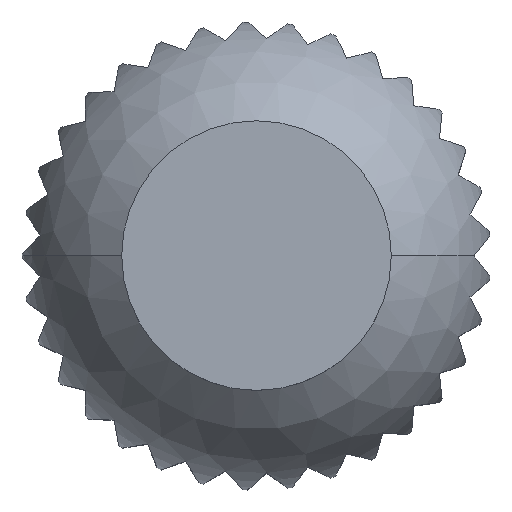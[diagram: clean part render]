
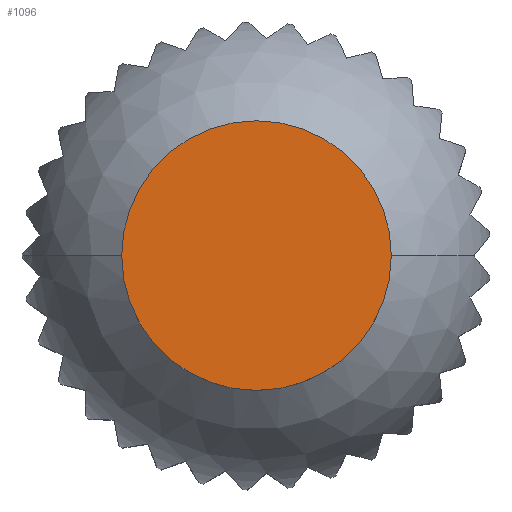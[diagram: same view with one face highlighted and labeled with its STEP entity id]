
A CAD part, top view. The second image highlights one B-rep face of the part: STEP entity #1096.
In plain terms, the highlighted planar face has unit normal (0, 0, 1).
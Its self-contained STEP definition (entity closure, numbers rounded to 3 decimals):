
#450=EDGE_CURVE('',#534,#634,#1232,.T.);
#534=VERTEX_POINT('',#1333);
#634=VERTEX_POINT('',#1450);
#656=EDGE_CURVE('',#634,#534,#1473,.T.);
#1096=ADVANCED_FACE('',(#2004),#2005,.T.);
#1232=CIRCLE('',#2146,11.5);
#1333=CARTESIAN_POINT('',(11.5,0.,93.5));
#1450=CARTESIAN_POINT('',(-11.5,0.,93.5));
#1473=CIRCLE('',#2443,11.5);
#2004=FACE_OUTER_BOUND('',#3104,.T.);
#2005=PLANE('',#3105);
#2146=AXIS2_PLACEMENT_3D('',#3273,#3274,#3275);
#2443=AXIS2_PLACEMENT_3D('',#3604,#3605,#3606);
#3104=EDGE_LOOP('',(#4285,#4286));
#3105=AXIS2_PLACEMENT_3D('',#4287,#4288,#4289);
#3273=CARTESIAN_POINT('',(0.,0.,93.5));
#3274=DIRECTION('',(0.0,0.0,1.0));
#3275=DIRECTION('',(1.0,0.,0.0));
#3604=CARTESIAN_POINT('',(0.,0.,93.5));
#3605=DIRECTION('',(0.0,0.0,1.0));
#3606=DIRECTION('',(1.0,0.,0.0));
#4285=ORIENTED_EDGE('',*,*,#450,.T.);
#4286=ORIENTED_EDGE('',*,*,#656,.T.);
#4287=CARTESIAN_POINT('',(5.75,0.,93.5));
#4288=DIRECTION('',(0.0,0.0,1.0));
#4289=DIRECTION('',(-1.0,0.,0.0));
